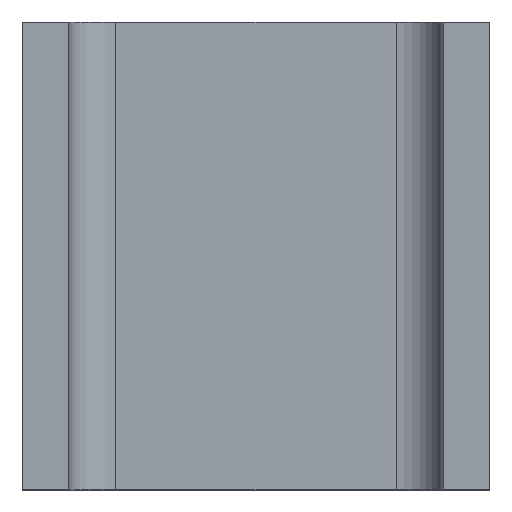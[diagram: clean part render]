
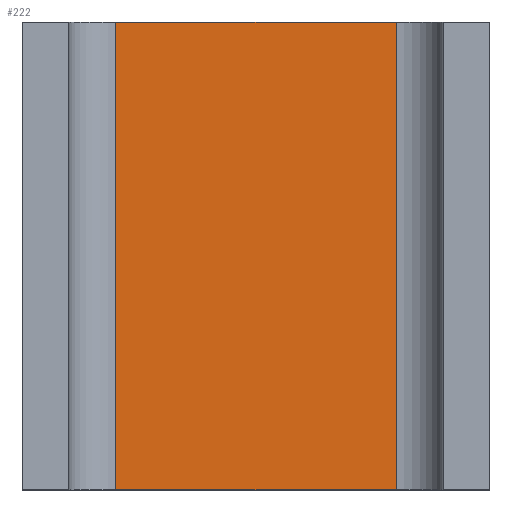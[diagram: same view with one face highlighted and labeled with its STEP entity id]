
A CAD part, top view. The second image highlights one B-rep face of the part: STEP entity #222.
In plain terms, the highlighted planar face has unit normal (0, 0, 1).
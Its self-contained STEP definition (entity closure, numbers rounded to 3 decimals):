
#18=PLANE('',#252);
#30=FACE_OUTER_BOUND('',#42,.T.);
#42=EDGE_LOOP('',(#175,#176,#177,#178));
#50=LINE('',#328,#76);
#55=LINE('',#343,#81);
#62=LINE('',#357,#88);
#63=LINE('',#358,#89);
#76=VECTOR('',#268,10.);
#81=VECTOR('',#281,10.);
#88=VECTOR('',#294,10.);
#89=VECTOR('',#295,10.);
#105=VERTEX_POINT('',#321);
#108=VERTEX_POINT('',#326);
#111=VERTEX_POINT('',#336);
#114=VERTEX_POINT('',#341);
#128=EDGE_CURVE('',#108,#105,#50,.T.);
#135=EDGE_CURVE('',#114,#111,#55,.T.);
#142=EDGE_CURVE('',#108,#111,#62,.T.);
#143=EDGE_CURVE('',#114,#105,#63,.T.);
#175=ORIENTED_EDGE('',*,*,#128,.F.);
#176=ORIENTED_EDGE('',*,*,#142,.T.);
#177=ORIENTED_EDGE('',*,*,#135,.F.);
#178=ORIENTED_EDGE('',*,*,#143,.T.);
#222=ADVANCED_FACE('',(#30),#18,.T.);
#252=AXIS2_PLACEMENT_3D('',#356,#292,#293);
#268=DIRECTION('',(0.,-1.,0.));
#281=DIRECTION('',(0.,1.,0.));
#292=DIRECTION('center_axis',(0.,0.,1.));
#293=DIRECTION('ref_axis',(1.,0.,0.));
#294=DIRECTION('',(-1.,0.,0.));
#295=DIRECTION('',(1.,0.,0.));
#321=CARTESIAN_POINT('',(8.,-10.,1.));
#326=CARTESIAN_POINT('',(8.,0.,1.));
#328=CARTESIAN_POINT('',(8.,-2.5,1.));
#336=CARTESIAN_POINT('',(2.,0.,1.));
#341=CARTESIAN_POINT('',(2.,-10.,1.));
#343=CARTESIAN_POINT('',(2.,-7.5,1.));
#356=CARTESIAN_POINT('Origin',(5.,-5.,1.));
#357=CARTESIAN_POINT('',(0.,0.,1.));
#358=CARTESIAN_POINT('',(10.,-10.,1.));
